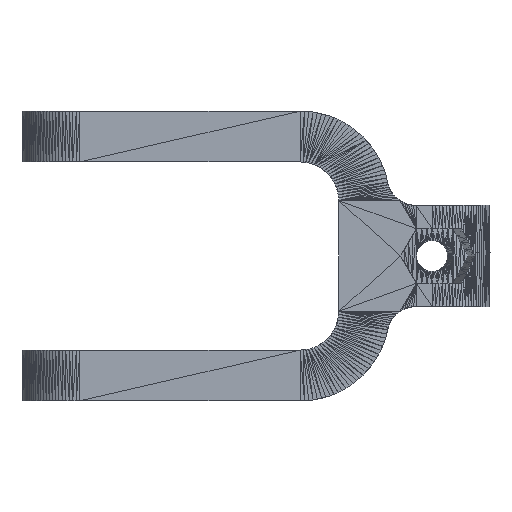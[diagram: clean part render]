
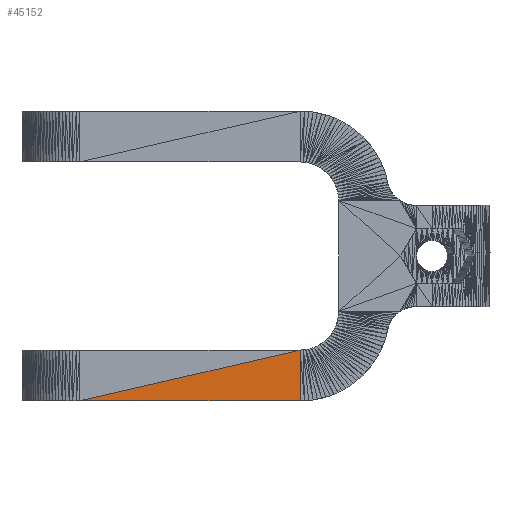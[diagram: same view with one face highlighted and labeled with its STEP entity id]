
A CAD part, left-side view. The second image highlights one B-rep face of the part: STEP entity #45152.
In plain terms, the highlighted planar face has unit normal (-1, 0, 0).
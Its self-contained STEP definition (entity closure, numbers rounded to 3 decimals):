
#834 = EDGE_CURVE ( 'NONE', #46741, #21519, #25675, .T. ) ;
#1013 = DIRECTION ( 'NONE',  ( 0., 0., 1. ) ) ;
#2089 = VECTOR ( 'NONE', #26003, 1000. ) ;
#4213 = CARTESIAN_POINT ( 'NONE',  ( -6., -4.571, -15.018 ) ) ;
#6586 = VERTEX_POINT ( 'NONE', #11029 ) ;
#8082 = ORIENTED_EDGE ( 'NONE', *, *, #834, .T. ) ;
#11029 = CARTESIAN_POINT ( 'NONE',  ( -6., 18.254, -15.018 ) ) ;
#15825 = AXIS2_PLACEMENT_3D ( 'NONE', #34371, #29526, #1013 ) ;
#17236 = VECTOR ( 'NONE', #36978, 1000. ) ;
#21519 = VERTEX_POINT ( 'NONE', #23533 ) ;
#23533 = CARTESIAN_POINT ( 'NONE',  ( -6., -4.571, -9.748 ) ) ;
#23589 = EDGE_CURVE ( 'NONE', #21519, #6586, #37586, .T. ) ;
#25118 = ORIENTED_EDGE ( 'NONE', *, *, #23589, .T. ) ;
#25675 = LINE ( 'NONE', #41041, #17236 ) ;
#26003 = DIRECTION ( 'NONE',  ( 0., 0.974, -0.225 ) ) ;
#28219 = ORIENTED_EDGE ( 'NONE', *, *, #45421, .F. ) ;
#29526 = DIRECTION ( 'NONE',  ( -1., 0., 0. ) ) ;
#30058 = PLANE ( 'NONE',  #15825 ) ;
#30311 = FACE_OUTER_BOUND ( 'NONE', #41341, .T. ) ;
#31900 = LINE ( 'NONE', #4213, #37265 ) ;
#34371 = CARTESIAN_POINT ( 'NONE',  ( -6., 18.254, -15.018 ) ) ;
#36481 = DIRECTION ( 'NONE',  ( 0., 1., 0. ) ) ;
#36978 = DIRECTION ( 'NONE',  ( 0., 0., 1. ) ) ;
#37265 = VECTOR ( 'NONE', #36481, 1000. ) ;
#37586 = LINE ( 'NONE', #42143, #2089 ) ;
#41041 = CARTESIAN_POINT ( 'NONE',  ( -6., -4.571, -15.018 ) ) ;
#41341 = EDGE_LOOP ( 'NONE', ( #8082, #25118, #28219 ) ) ;
#42143 = CARTESIAN_POINT ( 'NONE',  ( -6., -4.571, -9.748 ) ) ;
#43703 = CARTESIAN_POINT ( 'NONE',  ( -6., -4.571, -15.018 ) ) ;
#45152 = ADVANCED_FACE ( 'NONE', ( #30311 ), #30058, .T. ) ;
#45421 = EDGE_CURVE ( 'NONE', #46741, #6586, #31900, .T. ) ;
#46741 = VERTEX_POINT ( 'NONE', #43703 ) ;
